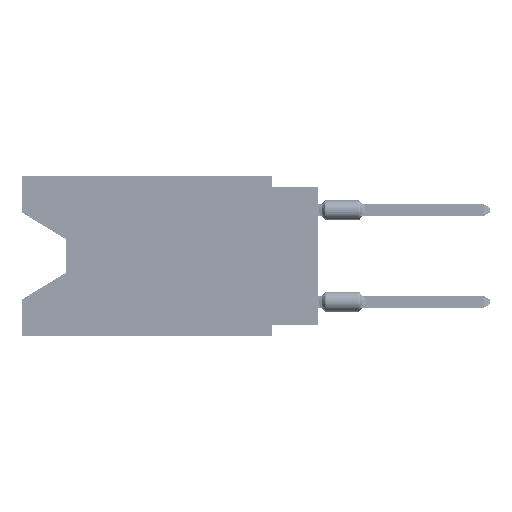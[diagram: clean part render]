
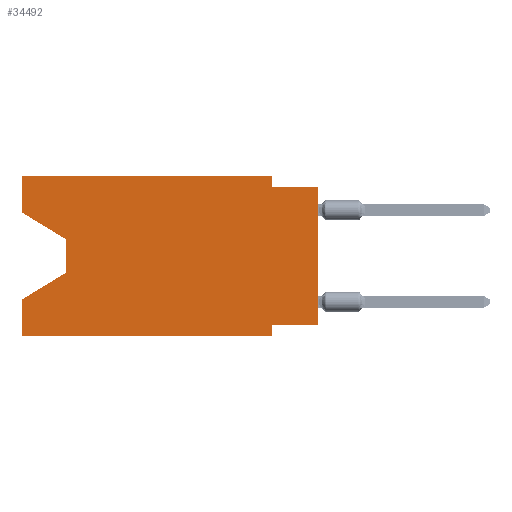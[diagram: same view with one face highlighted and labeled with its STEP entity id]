
A CAD part, left-side view. The second image highlights one B-rep face of the part: STEP entity #34492.
In plain terms, the highlighted planar face has unit normal (-1, 0, 0).
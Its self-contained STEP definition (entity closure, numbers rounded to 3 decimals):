
#385 = DIRECTION ( 'NONE',  ( 0., 1., 0. ) ) ;
#910 = CARTESIAN_POINT ( 'NONE',  ( 0., 2.54, 0. ) ) ;
#2600 = ORIENTED_EDGE ( 'NONE', *, *, #41046, .F. ) ;
#3363 = VERTEX_POINT ( 'NONE', #14808 ) ;
#3959 = VECTOR ( 'NONE', #385, 1000. ) ;
#4259 = VECTOR ( 'NONE', #21594, 1000. ) ;
#5553 = LINE ( 'NONE', #67494, #42617 ) ;
#6199 = EDGE_CURVE ( 'NONE', #23970, #20867, #30216, .T. ) ;
#6231 = EDGE_LOOP ( 'NONE', ( #62862, #12881, #20303, #2600, #42832, #49573, #12090, #17491, #59010, #54779, #42061, #66222 ) ) ;
#6813 = CARTESIAN_POINT ( 'NONE',  ( 0., 16.383, -6.852 ) ) ;
#7395 = LINE ( 'NONE', #29260, #62228 ) ;
#7646 = VERTEX_POINT ( 'NONE', #27528 ) ;
#9786 = EDGE_CURVE ( 'NONE', #20867, #25785, #11329, .T. ) ;
#10635 = CARTESIAN_POINT ( 'NONE',  ( 0., 16.383, 0. ) ) ;
#10909 = DIRECTION ( 'NONE',  ( 0., 0., 1. ) ) ;
#11329 = LINE ( 'NONE', #18371, #61644 ) ;
#11443 = EDGE_CURVE ( 'NONE', #40367, #25661, #57514, .T. ) ;
#12090 = ORIENTED_EDGE ( 'NONE', *, *, #29582, .F. ) ;
#12297 = FACE_OUTER_BOUND ( 'NONE', #6231, .T. ) ;
#12881 = ORIENTED_EDGE ( 'NONE', *, *, #9786, .T. ) ;
#13825 = CARTESIAN_POINT ( 'NONE',  ( 0., 16.383, -2.038 ) ) ;
#14808 = CARTESIAN_POINT ( 'NONE',  ( 0., 0., -0.635 ) ) ;
#14828 = EDGE_CURVE ( 'NONE', #25661, #7646, #47777, .T. ) ;
#15180 = CARTESIAN_POINT ( 'NONE',  ( 0., 2.54, -8.89 ) ) ;
#16028 = LINE ( 'NONE', #41013, #28349 ) ;
#16798 = CARTESIAN_POINT ( 'NONE',  ( 0., 0., -8.255 ) ) ;
#17491 = ORIENTED_EDGE ( 'NONE', *, *, #48653, .T. ) ;
#17648 = VECTOR ( 'NONE', #41611, 1000. ) ;
#18007 = CARTESIAN_POINT ( 'NONE',  ( 0., 16.383, -2.038 ) ) ;
#18371 = CARTESIAN_POINT ( 'NONE',  ( 0., 13.97, -3.505 ) ) ;
#18667 = VECTOR ( 'NONE', #10909, 1000. ) ;
#19969 = EDGE_CURVE ( 'NONE', #23970, #40367, #43139, .T. ) ;
#20303 = ORIENTED_EDGE ( 'NONE', *, *, #61050, .T. ) ;
#20867 = VERTEX_POINT ( 'NONE', #53577 ) ;
#21594 = DIRECTION ( 'NONE',  ( 0., 0., 1. ) ) ;
#21780 = DIRECTION ( 'NONE',  ( 0., 0., -1. ) ) ;
#21934 = CARTESIAN_POINT ( 'NONE',  ( 0., 16.383, 0. ) ) ;
#22764 = VERTEX_POINT ( 'NONE', #49039 ) ;
#23226 = DIRECTION ( 'NONE',  ( 0., 0., -1. ) ) ;
#23970 = VERTEX_POINT ( 'NONE', #18007 ) ;
#24186 = DIRECTION ( 'NONE',  ( 0., 0., -1. ) ) ;
#25326 = VERTEX_POINT ( 'NONE', #64238 ) ;
#25661 = VERTEX_POINT ( 'NONE', #64818 ) ;
#25785 = VERTEX_POINT ( 'NONE', #50770 ) ;
#27528 = CARTESIAN_POINT ( 'NONE',  ( 0., 2.54, -0.635 ) ) ;
#28349 = VECTOR ( 'NONE', #46819, 1000. ) ;
#29260 = CARTESIAN_POINT ( 'NONE',  ( 0., 0., -0.635 ) ) ;
#29582 = EDGE_CURVE ( 'NONE', #41574, #25326, #46899, .T. ) ;
#29813 = VECTOR ( 'NONE', #50701, 1000. ) ;
#30216 = LINE ( 'NONE', #13825, #47101 ) ;
#33149 = PLANE ( 'NONE',  #37858 ) ;
#33278 = EDGE_CURVE ( 'NONE', #7646, #3363, #7395, .T. ) ;
#33816 = CARTESIAN_POINT ( 'NONE',  ( 0., 16.383, 0. ) ) ;
#34492 = ADVANCED_FACE ( 'NONE', ( #12297 ), #33149, .F. ) ;
#36668 = DIRECTION ( 'NONE',  ( 0., 0.855, -0.519 ) ) ;
#37858 = AXIS2_PLACEMENT_3D ( 'NONE', #33816, #44763, #23226 ) ;
#39136 = DIRECTION ( 'NONE',  ( 0., -0.855, -0.519 ) ) ;
#40138 = EDGE_CURVE ( 'NONE', #22764, #44001, #65252, .T. ) ;
#40367 = VERTEX_POINT ( 'NONE', #52124 ) ;
#41013 = CARTESIAN_POINT ( 'NONE',  ( 0., 16.383, 0. ) ) ;
#41046 = EDGE_CURVE ( 'NONE', #22764, #60322, #16028, .T. ) ;
#41574 = VERTEX_POINT ( 'NONE', #51546 ) ;
#41611 = DIRECTION ( 'NONE',  ( 0., 0., -1. ) ) ;
#42061 = ORIENTED_EDGE ( 'NONE', *, *, #11443, .F. ) ;
#42617 = VECTOR ( 'NONE', #36668, 1000. ) ;
#42729 = CARTESIAN_POINT ( 'NONE',  ( 0., 0., 0. ) ) ;
#42832 = ORIENTED_EDGE ( 'NONE', *, *, #40138, .T. ) ;
#43139 = LINE ( 'NONE', #21934, #4259 ) ;
#44001 = VERTEX_POINT ( 'NONE', #15180 ) ;
#44763 = DIRECTION ( 'NONE',  ( 1., 0., 0. ) ) ;
#46819 = DIRECTION ( 'NONE',  ( 0., 0., 1. ) ) ;
#46899 = LINE ( 'NONE', #16798, #3959 ) ;
#47101 = VECTOR ( 'NONE', #39136, 1000. ) ;
#47777 = LINE ( 'NONE', #910, #48179 ) ;
#48179 = VECTOR ( 'NONE', #21780, 1000. ) ;
#48199 = LINE ( 'NONE', #42729, #18667 ) ;
#48437 = VECTOR ( 'NONE', #54309, 1000. ) ;
#48653 = EDGE_CURVE ( 'NONE', #41574, #3363, #48199, .T. ) ;
#49039 = CARTESIAN_POINT ( 'NONE',  ( 0., 16.383, -8.89 ) ) ;
#49166 = EDGE_CURVE ( 'NONE', #25326, #44001, #52913, .T. ) ;
#49573 = ORIENTED_EDGE ( 'NONE', *, *, #49166, .F. ) ;
#50701 = DIRECTION ( 'NONE',  ( 0., -1., 0. ) ) ;
#50770 = CARTESIAN_POINT ( 'NONE',  ( 0., 13.97, -5.385 ) ) ;
#51546 = CARTESIAN_POINT ( 'NONE',  ( 0., 0., -8.255 ) ) ;
#52124 = CARTESIAN_POINT ( 'NONE',  ( 0., 16.383, 0. ) ) ;
#52913 = LINE ( 'NONE', #63859, #17648 ) ;
#53577 = CARTESIAN_POINT ( 'NONE',  ( 0., 13.97, -3.505 ) ) ;
#54309 = DIRECTION ( 'NONE',  ( 0., -1., 0. ) ) ;
#54779 = ORIENTED_EDGE ( 'NONE', *, *, #14828, .F. ) ;
#55287 = DIRECTION ( 'NONE',  ( 0., -1., 0. ) ) ;
#57514 = LINE ( 'NONE', #10635, #29813 ) ;
#59010 = ORIENTED_EDGE ( 'NONE', *, *, #33278, .F. ) ;
#60322 = VERTEX_POINT ( 'NONE', #6813 ) ;
#61050 = EDGE_CURVE ( 'NONE', #25785, #60322, #5553, .T. ) ;
#61644 = VECTOR ( 'NONE', #24186, 1000. ) ;
#62228 = VECTOR ( 'NONE', #55287, 1000. ) ;
#62862 = ORIENTED_EDGE ( 'NONE', *, *, #6199, .T. ) ;
#63859 = CARTESIAN_POINT ( 'NONE',  ( 0., 2.54, -8.89 ) ) ;
#64238 = CARTESIAN_POINT ( 'NONE',  ( 0., 2.54, -8.255 ) ) ;
#64818 = CARTESIAN_POINT ( 'NONE',  ( 0., 2.54, 0. ) ) ;
#65252 = LINE ( 'NONE', #65928, #48437 ) ;
#65928 = CARTESIAN_POINT ( 'NONE',  ( 0., 16.383, -8.89 ) ) ;
#66222 = ORIENTED_EDGE ( 'NONE', *, *, #19969, .F. ) ;
#67494 = CARTESIAN_POINT ( 'NONE',  ( 0., 13.97, -5.385 ) ) ;
